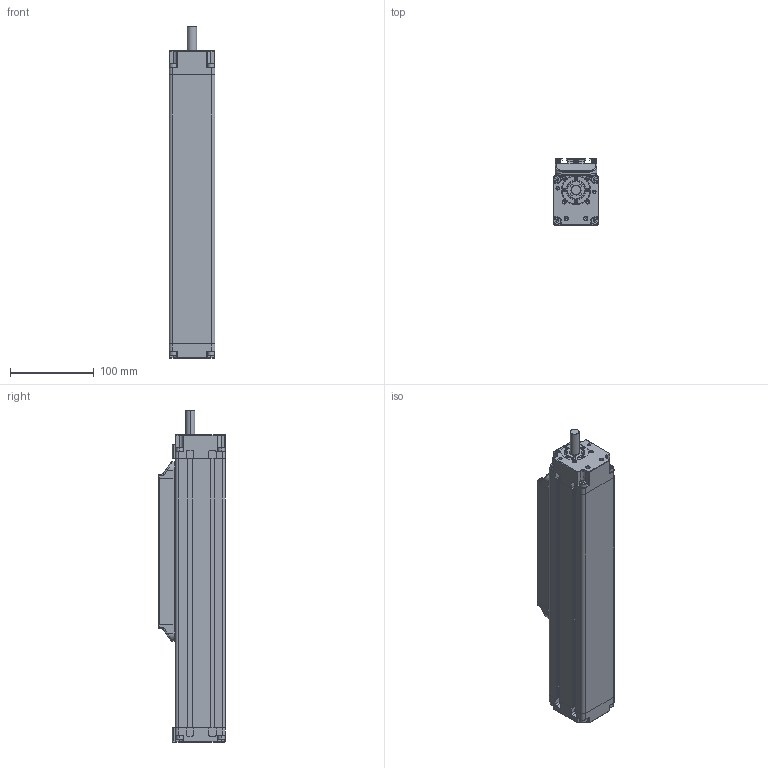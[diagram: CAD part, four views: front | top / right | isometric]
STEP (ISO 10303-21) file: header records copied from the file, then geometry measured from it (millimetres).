
FILE_DESCRIPTION (( 'STEP AP214' ), '1' );
FILE_NAME ('MTV55-0100-16XX-RA.STEP', '2023-03-21T16:11:23', ( '' ), ( '' ), 'SwSTEP 2.0', 'SolidWorks 2021', '' );
FILE_SCHEMA (( 'AUTOMOTIVE_DESIGN' ));
Length unit declared in the file: millimetre
Products named in the file (24): VTSTA0,30-008; E1P008V; E1P003L; A1F001; E1P002L; GFEM30X015; A1L001-0256; SGA12_Circlip DIN 471 - 12 x 1; A1PR004; VSFR16XX-0291-E2-D3; MTV55-0100-16XX-RA; GFEM35X015; E1S002; A1P006V; A1N001; E1A001L-0222; SCNH01616-1.8; A1P013; CSR-03201-2RS; TAP-M4; VTCEZ0,50-020_ISO 4762 M5 x 20 - 20C-Z; GFPM12X1,0; A1T001-0175; A1M001-0222
Assembly tree (52 placements, depth 3):
  MTV55-0100-16XX-RA
    E1A001L-0222
    E1P002L
    E1P003L
    E1P008V  x2
    CSR-03201-2RS
    GFEM35X015
    E1S002
    SCNH01616-1.8
    GFEM30X015
    A1PR004  x2
      A1P006V
      A1F001
    A1T001-0175  x2
    VTSTA0,30-008  x10
    VTCEZ0,50-020_ISO 4762 M5 x 20 - 20C-Z  x8
    TAP-M4  x8
    A1N001  x2
    A1M001-0222  x2
    A1L001-0256
    GFPM12X1,0
    VSFR16XX-0291-E2-D3
    SGA12_Circlip DIN 471 - 12 x 1
    A1P013  x2
Bounding box: 55 x 80 x 397.5 mm (x, y, z)
Volume: 831933.5 mm3; surface area: 387324 mm2
Topology: 56 solids, 59 shells, 2468 faces, 6229 edges, 3811 vertices
Faces by surface type: cylinder 1085, plane 833, cone 300, torus 166, sphere 72, bspline 12
Entity records: 54209 total; most frequent: CARTESIAN_POINT 10693, DIRECTION 9200, ORIENTED_EDGE 8358, EDGE_CURVE 4179, AXIS2_PLACEMENT_3D 3470, VERTEX_POINT 2597, LINE 2260, VECTOR 2260
